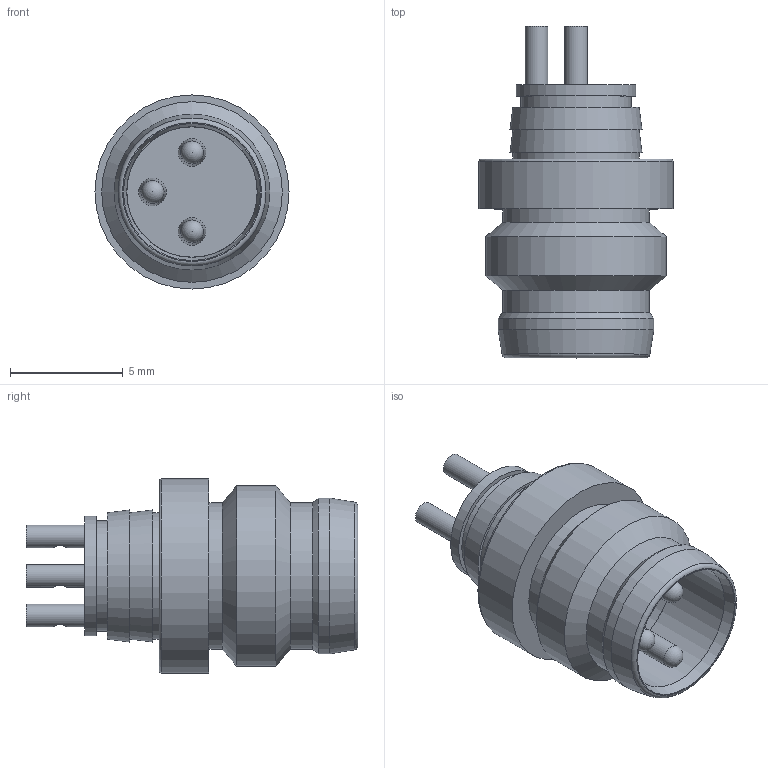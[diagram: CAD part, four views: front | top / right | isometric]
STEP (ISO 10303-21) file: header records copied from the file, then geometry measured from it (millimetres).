
FILE_DESCRIPTION(/* description */ (''),/* implementation_level */ '2;1');
FILE_NAME(/* name */ 'SESP3SL.stp',/* time_stamp */ '2017-08-08T13:28:25+02:00',/* author */ (''),/* organization */ (''),/* preprocessor_version */ 'ST-DEVELOPER v16',/* originating_system */ 'SIEMENS PLM Software NX 10.0',/* authorisation */ '');
FILE_SCHEMA (('AUTOMOTIVE_DESIGN { 1 0 10303 214 3 1 1 1 }'));
Length unit declared in the file: millimetre
Products named in the file (1): SESP3SL
Bounding box: 8.6 x 14.7 x 8.6 mm (x, y, z)
Volume: 353.6 mm3; surface area: 573.9 mm2
Topology: 1 solids, 1 shells, 59 faces, 147 edges, 98 vertices
Faces by surface type: cylinder 22, plane 16, cone 13, bspline 3, sphere 3, torus 2
Full cylindrical faces by diameter (mm): 0.6 x3, 0.7 x3, 1 x6, 4.9 x1, 5.3 x1, 5.6 x1, 5.775 x1, 5.8 x1, 6.5 x2, 6.9 x1, 8 x1, 8.6 x1
Entity records: 1648 total; most frequent: CARTESIAN_POINT 611, DIRECTION 224, FACE_BOUND 122, EDGE_LOOP 122, ORIENTED_EDGE 122, AXIS2_PLACEMENT_3D 112, VERTEX_POINT 64, EDGE_CURVE 61
